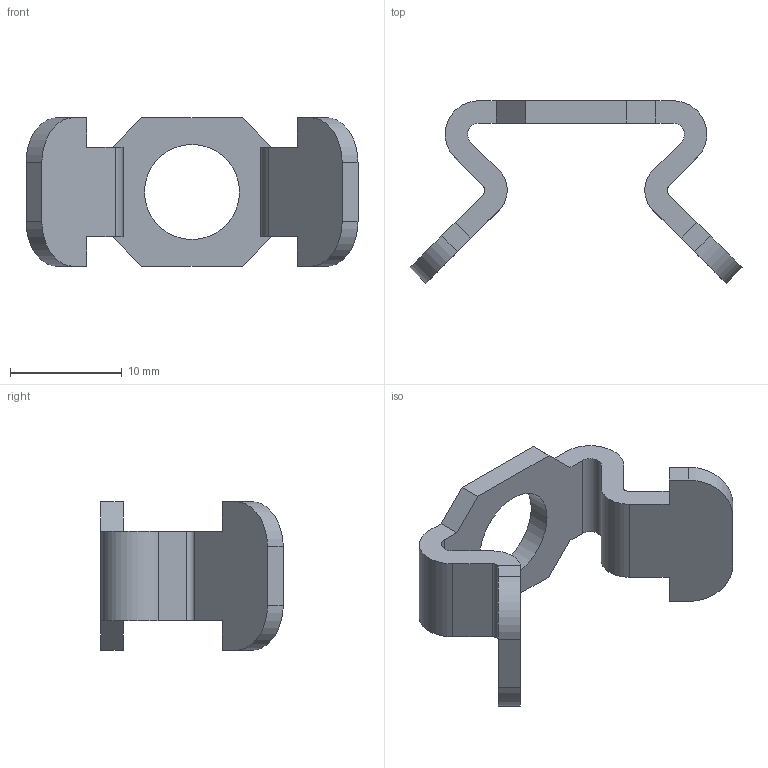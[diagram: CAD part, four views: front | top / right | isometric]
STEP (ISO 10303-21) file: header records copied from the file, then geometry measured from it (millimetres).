
FILE_DESCRIPTION(('STEP AP203'),'2;1');
FILE_NAME('30.110.00.stp','2011-03-21T16:24:44',(''),(''),'2009.3.110','THINKDESIGN','');
FILE_SCHEMA(('CONFIG_CONTROL_DESIGN'));
Length unit declared in the file: millimetre
Bounding box: 29.7 x 16.32 x 13.3 mm (x, y, z)
Volume: 1018.9 mm3; surface area: 1370.7 mm2
Topology: 1 solids, 1 shells, 43 faces, 125 edges, 84 vertices
Faces by surface type: plane 30, cylinder 13
Full cylindrical faces by diameter (mm): 8.5 x1
Entity records: 1520 total; most frequent: CARTESIAN_POINT 252, ORIENTED_EDGE 250, DIRECTION 239, EDGE_CURVE 125, VECTOR 97, LINE 97, VERTEX_POINT 84, AXIS2_PLACEMENT_3D 71
